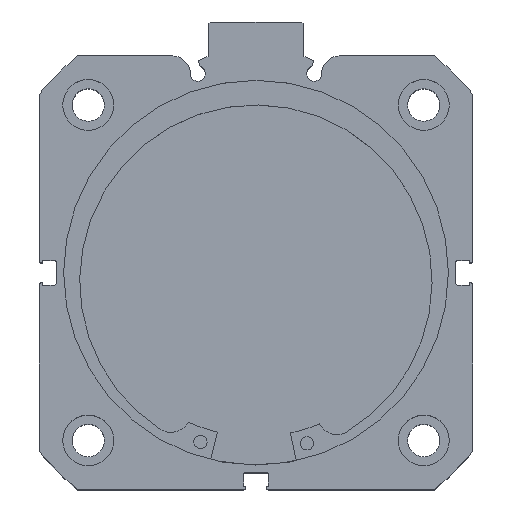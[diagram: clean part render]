
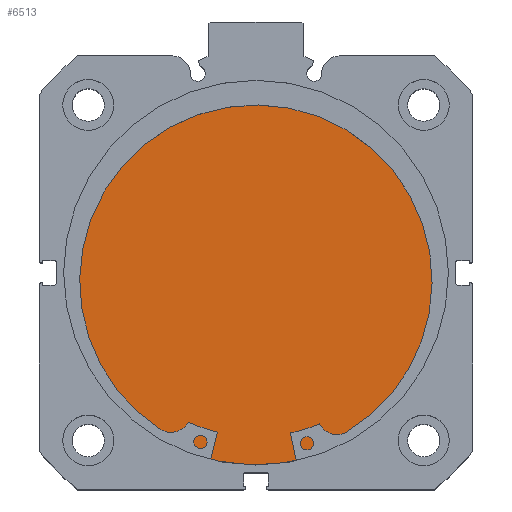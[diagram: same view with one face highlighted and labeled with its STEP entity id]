
A CAD part, top view. The second image highlights one B-rep face of the part: STEP entity #6513.
In plain terms, the highlighted face is planar.
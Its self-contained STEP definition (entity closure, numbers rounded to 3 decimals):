
#823 = VERTEX_POINT ( 'NONE', #6255 ) ;
#824 = VERTEX_POINT ( 'NONE', #6283 ) ;
#1230 = EDGE_CURVE ( 'NONE', #823, #824, #2568, .T. ) ;
#1237 = EDGE_CURVE ( 'NONE', #824, #823, #2576, .T. ) ;
#1721 = AXIS2_PLACEMENT_3D ( 'NONE', #5649, #5648, #5650 ) ;
#1738 = AXIS2_PLACEMENT_3D ( 'NONE', #5487, #5616, #5267 ) ;
#2047 = AXIS2_PLACEMENT_3D ( 'NONE', #4115, #4121, #4122 ) ;
#2568 = CIRCLE ( 'NONE', #1721, 51. ) ;
#2576 = CIRCLE ( 'NONE', #1738, 51. ) ;
#4112 = PLANE ( 'NONE',  #2047 ) ;
#4115 = CARTESIAN_POINT ( 'NONE',  ( 13., 51., 0. ) ) ;
#4121 = DIRECTION ( 'NONE',  ( -1., 0., 0. ) ) ;
#4122 = DIRECTION ( 'NONE',  ( 0., 0., 1. ) ) ;
#4888 = FACE_OUTER_BOUND ( 'NONE', #5925, .T. ) ;
#5267 = DIRECTION ( 'NONE',  ( 0., 0., 1. ) ) ;
#5487 = CARTESIAN_POINT ( 'NONE',  ( 13., 0., 0. ) ) ;
#5616 = DIRECTION ( 'NONE',  ( -1., 0., 0. ) ) ;
#5648 = DIRECTION ( 'NONE',  ( -1., 0., 0. ) ) ;
#5649 = CARTESIAN_POINT ( 'NONE',  ( 13., 0., 0. ) ) ;
#5650 = DIRECTION ( 'NONE',  ( 0., 0., 1. ) ) ;
#5925 = EDGE_LOOP ( 'NONE', ( #6066, #6065 ) ) ;
#6065 = ORIENTED_EDGE ( 'NONE', *, *, #1230, .F. ) ;
#6066 = ORIENTED_EDGE ( 'NONE', *, *, #1237, .F. ) ;
#6255 = CARTESIAN_POINT ( 'NONE',  ( 13., 0., -51. ) ) ;
#6283 = CARTESIAN_POINT ( 'NONE',  ( 13., 0., 51. ) ) ;
#6513 = ADVANCED_FACE ( 'NONE', ( #4888 ), #4112, .F. ) ;
